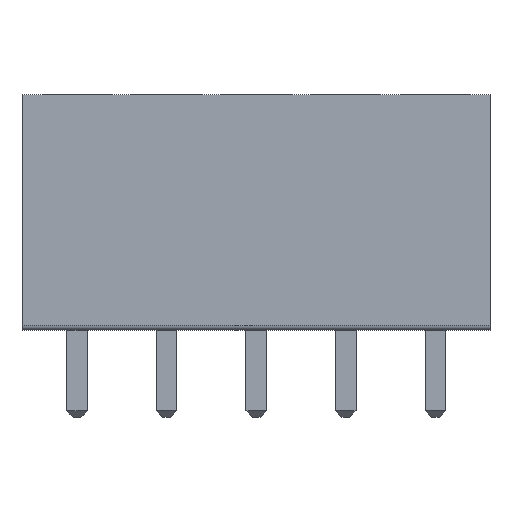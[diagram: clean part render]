
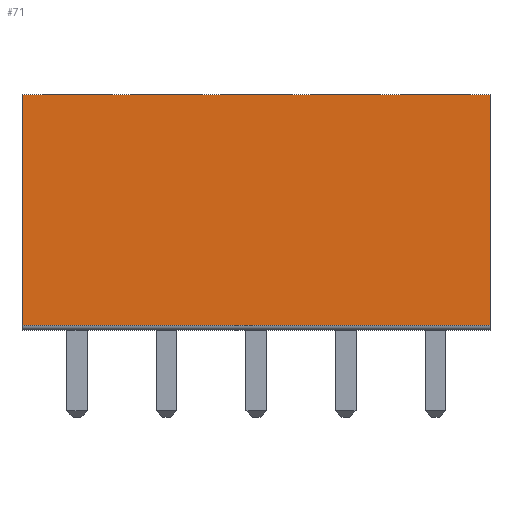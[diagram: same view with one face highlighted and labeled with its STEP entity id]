
A CAD part, front view. The second image highlights one B-rep face of the part: STEP entity #71.
In plain terms, the highlighted planar face has unit normal (0, -1, 0).
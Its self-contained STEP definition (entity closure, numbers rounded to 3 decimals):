
#71=ADVANCED_FACE('',(#1625),#1627,.F.);
#1625=FACE_BOUND('',#1626,.T.);
#1626=EDGE_LOOP('',(#2914,#2915,#2916,#2917));
#1627=PLANE('',#1628);
#1628=AXIS2_PLACEMENT_3D('',#1629,#1630,#1631);
#1629=CARTESIAN_POINT('',(-35.8,-7.,9.2));
#1630=DIRECTION('',(0.,1.,0.));
#1631=DIRECTION('',(0.,-0.,1.));
#2914=ORIENTED_EDGE('',*,*,#3763,.T.);
#2915=ORIENTED_EDGE('',*,*,#3686,.T.);
#2916=ORIENTED_EDGE('',*,*,#3692,.F.);
#2917=ORIENTED_EDGE('',*,*,#3764,.T.);
#3686=EDGE_CURVE('',#4113,#4111,#4114,.T.);
#3692=EDGE_CURVE('',#4122,#4111,#4124,.T.);
#3763=EDGE_CURVE('',#4265,#4113,#4266,.T.);
#3764=EDGE_CURVE('',#4122,#4265,#4267,.T.);
#4111=VERTEX_POINT('',#4806);
#4113=VERTEX_POINT('',#4810);
#4114=LINE('',#4811,#4812);
#4122=VERTEX_POINT('',#4830);
#4124=LINE('',#4834,#4835);
#4265=VERTEX_POINT('',#5122);
#4266=LINE('',#5123,#5124);
#4267=LINE('',#5126,#5127);
#4806=CARTESIAN_POINT('',(-17.516,-7.,9.2));
#4810=CARTESIAN_POINT('',(-17.516,-7.,0.2));
#4811=CARTESIAN_POINT('',(-17.516,-7.,0.2));
#4812=VECTOR('',#4813,1.);
#4813=DIRECTION('',(0.,0.,1.));
#4830=CARTESIAN_POINT('',(-35.8,-7.,9.2));
#4834=CARTESIAN_POINT('',(-35.8,-7.,9.2));
#4835=VECTOR('',#4836,1.);
#4836=DIRECTION('',(1.,0.,0.));
#5122=CARTESIAN_POINT('',(-35.8,-7.,0.2));
#5123=CARTESIAN_POINT('',(-35.8,-7.,0.2));
#5124=VECTOR('',#5125,1.);
#5125=DIRECTION('',(1.,0.,0.));
#5126=CARTESIAN_POINT('',(-35.8,-7.,9.2));
#5127=VECTOR('',#5128,1.);
#5128=DIRECTION('',(0.,0.,-1.));
